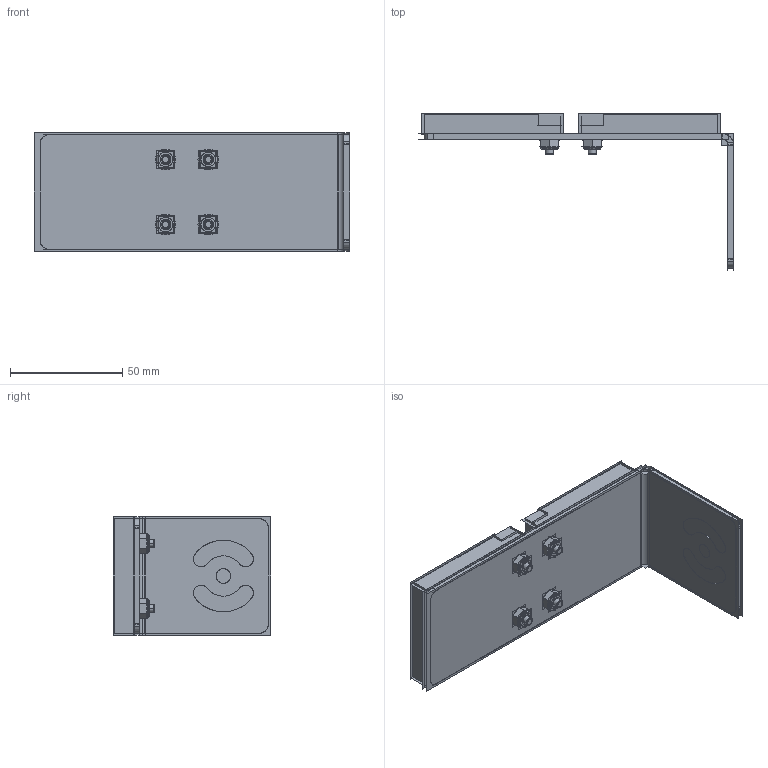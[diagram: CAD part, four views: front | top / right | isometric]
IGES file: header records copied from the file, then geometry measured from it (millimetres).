
Start section:  PTC IGES file: 217674.igs
Global section: file name: 217674.igs; native system: Creo Parametric by PTC Inc.; preprocessor: 2019292; author: PDMAdmin; organization: Unknown; date: 20200519.110429; units: millimetre
Bounding box: 140.85 x 70.18 x 53.04 mm (x, y, z)
Volume: 162938.8 mm3; surface area: 454446.8 mm2
Topology: 15 solids, 15 shells, 948 faces, 5872 edges, 8328 vertices
Faces by surface type: revolution 672, bspline 276
